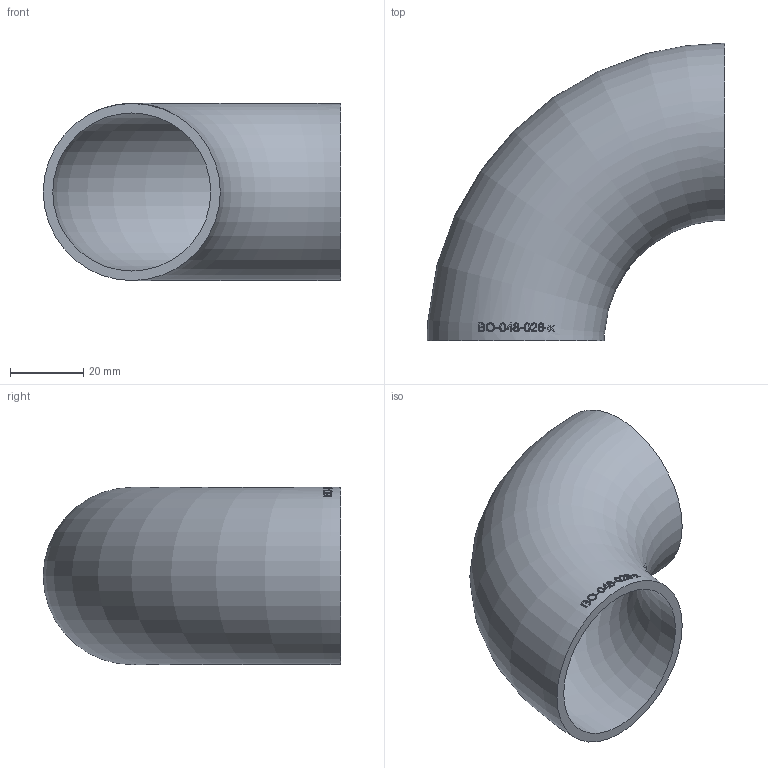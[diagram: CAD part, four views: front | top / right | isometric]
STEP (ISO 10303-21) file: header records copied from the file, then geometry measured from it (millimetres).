
FILE_DESCRIPTION (( 'STEP AP214' ), '1' );
FILE_NAME ('BO-048-026-x Bogen 1911.STEP', '2019-11-05T08:58:22', ( '' ), ( '' ), 'SwSTEP 2.0', 'SolidWorks 2016', '' );
FILE_SCHEMA (( 'AUTOMOTIVE_DESIGN' ));
Length unit declared in the file: millimetre
Products named in the file (1): BO-048-026-x Bogen 1911
Bounding box: 81.15 x 81.15 x 48.3 mm (x, y, z)
Volume: 33420.5 mm3; surface area: 26467.3 mm2
Topology: 1 solids, 1 shells, 149 faces, 382 edges, 255 vertices
Faces by surface type: bspline 69, plane 57, torus 23
Entity records: 9172 total; most frequent: CARTESIAN_POINT 4733, ORIENTED_EDGE 752, EDGE_CURVE 376, DIRECTION 294, VERTEX_POINT 252, B_SPLINE_CURVE_WITH_KNOTS 248, EDGE_LOOP 174, FACE_OUTER_BOUND 151
